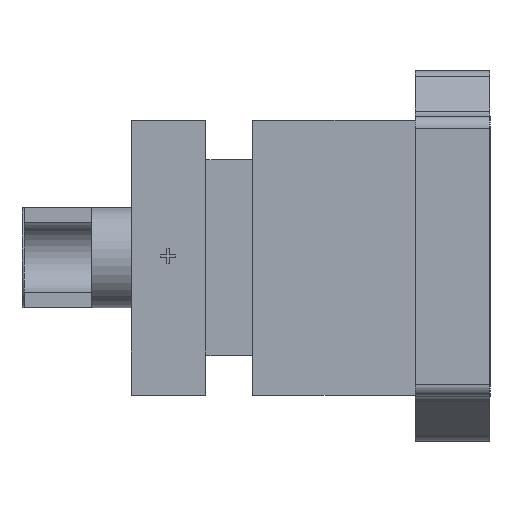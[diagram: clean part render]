
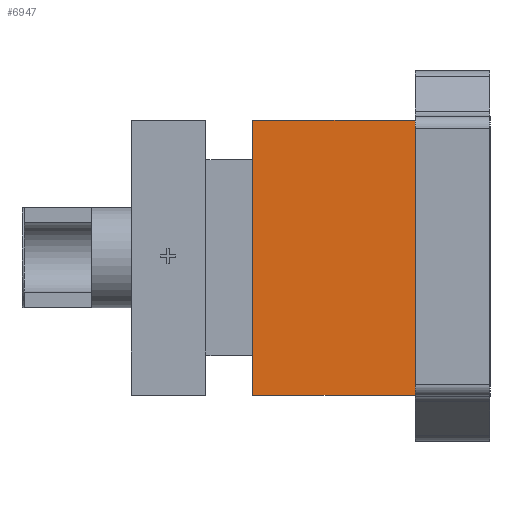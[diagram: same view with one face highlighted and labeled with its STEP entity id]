
A CAD part, left-side view. The second image highlights one B-rep face of the part: STEP entity #6947.
In plain terms, the highlighted planar face has unit normal (-1, 0, 0).
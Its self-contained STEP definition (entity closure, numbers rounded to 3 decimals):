
#1006=FACE_OUTER_BOUND('',#1412,.T.);
#1412=EDGE_LOOP('',(#6208,#6209,#6210,#6211,#6212));
#1561=LINE('',#8757,#2179);
#1568=LINE('',#8770,#2186);
#1571=LINE('',#8777,#2189);
#2025=LINE('',#13227,#2643);
#2026=LINE('',#13228,#2644);
#2179=VECTOR('',#7533,10.);
#2186=VECTOR('',#7544,10.);
#2189=VECTOR('',#7551,10.);
#2643=VECTOR('',#8293,10.);
#2644=VECTOR('',#8294,10.);
#2779=VERTEX_POINT('',#8754);
#2780=VERTEX_POINT('',#8756);
#2784=VERTEX_POINT('',#8768);
#2786=VERTEX_POINT('',#8776);
#3338=VERTEX_POINT('',#13226);
#3491=EDGE_CURVE('',#2780,#2779,#1561,.T.);
#3498=EDGE_CURVE('',#2784,#2779,#1568,.T.);
#3501=EDGE_CURVE('',#2786,#2780,#1571,.T.);
#4313=EDGE_CURVE('',#3338,#2784,#2025,.T.);
#4314=EDGE_CURVE('',#2786,#3338,#2026,.T.);
#6208=ORIENTED_EDGE('',*,*,#3491,.T.);
#6209=ORIENTED_EDGE('',*,*,#3498,.F.);
#6210=ORIENTED_EDGE('',*,*,#4313,.F.);
#6211=ORIENTED_EDGE('',*,*,#4314,.F.);
#6212=ORIENTED_EDGE('',*,*,#3501,.T.);
#6595=PLANE('',#7239);
#6947=ADVANCED_FACE('',(#1006),#6595,.T.);
#7239=AXIS2_PLACEMENT_3D('',#13225,#8291,#8292);
#7533=DIRECTION('',(0.,0.,-1.));
#7544=DIRECTION('',(0.,1.,0.));
#7551=DIRECTION('',(0.,1.,0.));
#8291=DIRECTION('center_axis',(-1.,0.,0.));
#8292=DIRECTION('ref_axis',(0.,0.,1.));
#8293=DIRECTION('',(0.,1.,0.));
#8294=DIRECTION('',(0.,0.,-1.));
#8754=CARTESIAN_POINT('',(-9.55,10.2,-5.975));
#8756=CARTESIAN_POINT('',(-9.55,10.2,5.825));
#8757=CARTESIAN_POINT('',(-9.55,10.2,-3.025));
#8768=CARTESIAN_POINT('',(-9.55,8.9,-5.975));
#8770=CARTESIAN_POINT('',(-9.55,8.9,-5.975));
#8776=CARTESIAN_POINT('',(-9.55,3.2,5.825));
#8777=CARTESIAN_POINT('',(-9.55,3.2,5.825));
#13225=CARTESIAN_POINT('Origin',(-9.55,3.2,-5.975));
#13226=CARTESIAN_POINT('',(-9.55,3.2,-5.975));
#13227=CARTESIAN_POINT('',(-9.55,3.2,-5.975));
#13228=CARTESIAN_POINT('',(-9.55,3.2,-2.987));
